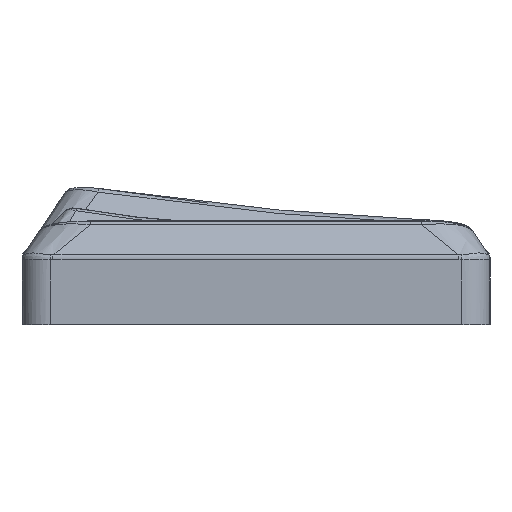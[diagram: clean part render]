
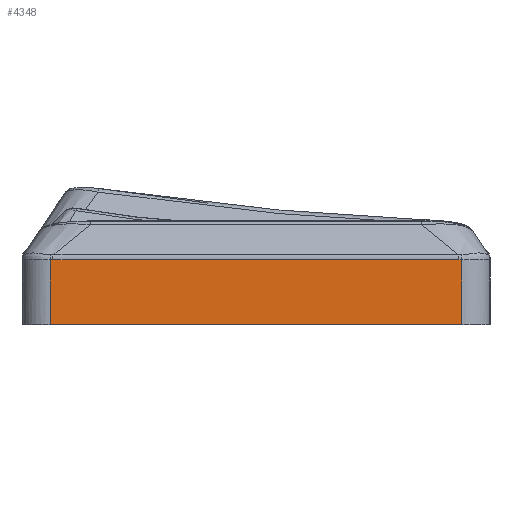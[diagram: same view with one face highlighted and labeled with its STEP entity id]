
A CAD part, left-side view. The second image highlights one B-rep face of the part: STEP entity #4348.
In plain terms, the highlighted planar face has unit normal (-1, 0, 0).
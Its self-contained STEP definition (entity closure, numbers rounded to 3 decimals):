
#47=ELLIPSE('',#4690,1.034,0.617);
#184=B_SPLINE_CURVE_WITH_KNOTS('',3,(#8723,#8724,#8725,#8726),
 .UNSPECIFIED.,.F.,.F.,(4,4),(-0.009,0.),.UNSPECIFIED.);
#356=PLANE('',#4728);
#619=FACE_OUTER_BOUND('',#892,.T.);
#892=EDGE_LOOP('',(#3764,#3765,#3766,#3767,#3768,#3769));
#1099=LINE('',#8403,#1413);
#1109=LINE('',#8703,#1423);
#1118=LINE('',#9041,#1432);
#1129=LINE('',#9274,#1443);
#1413=VECTOR('',#5409,10.);
#1423=VECTOR('',#5469,10.);
#1432=VECTOR('',#5516,10.);
#1443=VECTOR('',#5573,10.);
#1979=VERTEX_POINT('',#8399);
#1981=VERTEX_POINT('',#8402);
#2008=VERTEX_POINT('',#8665);
#2010=VERTEX_POINT('',#8700);
#2011=VERTEX_POINT('',#8702);
#2013=VERTEX_POINT('',#8759);
#2529=EDGE_CURVE('',#1981,#1979,#1099,.F.);
#2569=EDGE_CURVE('',#2010,#2011,#1109,.T.);
#2572=EDGE_CURVE('',#2011,#2008,#184,.T.);
#2578=EDGE_CURVE('',#2013,#2010,#47,.T.);
#2610=EDGE_CURVE('',#1981,#2013,#1118,.T.);
#2638=EDGE_CURVE('',#2008,#1979,#1129,.T.);
#3764=ORIENTED_EDGE('',*,*,#2578,.F.);
#3765=ORIENTED_EDGE('',*,*,#2610,.F.);
#3766=ORIENTED_EDGE('',*,*,#2529,.T.);
#3767=ORIENTED_EDGE('',*,*,#2638,.F.);
#3768=ORIENTED_EDGE('',*,*,#2572,.F.);
#3769=ORIENTED_EDGE('',*,*,#2569,.F.);
#4348=ADVANCED_FACE('',(#619),#356,.F.);
#4690=AXIS2_PLACEMENT_3D('',#8795,#5477,#5478);
#4728=AXIS2_PLACEMENT_3D('',#9273,#5571,#5572);
#5409=DIRECTION('',(0.,1.,0.));
#5469=DIRECTION('',(0.,-1.,0.));
#5477=DIRECTION('center_axis',(1.,0.,0.));
#5478=DIRECTION('ref_axis',(0.,-0.893,0.45));
#5516=DIRECTION('',(0.,0.,1.));
#5571=DIRECTION('center_axis',(1.,0.,0.));
#5572=DIRECTION('ref_axis',(0.,0.,-1.));
#5573=DIRECTION('',(0.,0.,-1.));
#8399=CARTESIAN_POINT('',(-25.242,9.768,-0.98));
#8402=CARTESIAN_POINT('',(-25.242,24.268,-0.98));
#8403=CARTESIAN_POINT('',(-25.242,13.268,-0.98));
#8665=CARTESIAN_POINT('',(-25.242,9.768,1.305));
#8700=CARTESIAN_POINT('',(-25.242,24.176,1.309));
#8702=CARTESIAN_POINT('',(-25.242,9.861,1.309));
#8703=CARTESIAN_POINT('',(-25.242,13.885,1.309));
#8723=CARTESIAN_POINT('Ctrl Pts',(-25.242,9.861,1.309));
#8724=CARTESIAN_POINT('Ctrl Pts',(-25.242,9.83,1.309));
#8725=CARTESIAN_POINT('Ctrl Pts',(-25.242,9.799,1.308));
#8726=CARTESIAN_POINT('Ctrl Pts',(-25.242,9.768,1.305));
#8759=CARTESIAN_POINT('',(-25.242,24.268,1.305));
#8795=CARTESIAN_POINT('Origin',(-25.242,24.559,0.588));
#9041=CARTESIAN_POINT('',(-25.242,24.268,1.402));
#9273=CARTESIAN_POINT('Origin',(-25.242,17.018,1.402));
#9274=CARTESIAN_POINT('',(-25.242,9.768,1.402));
